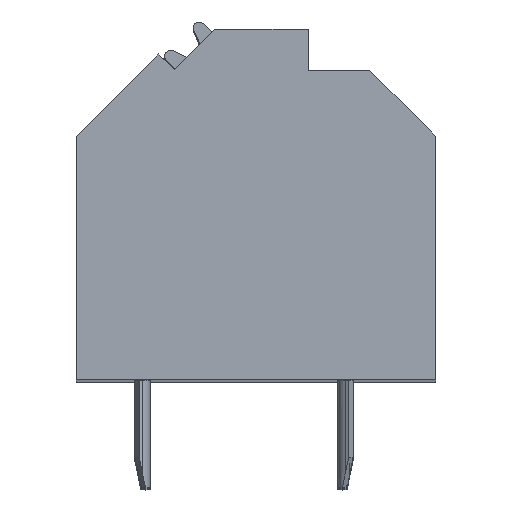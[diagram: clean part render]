
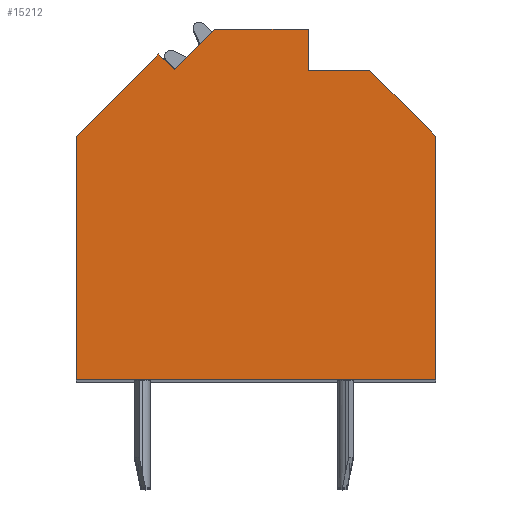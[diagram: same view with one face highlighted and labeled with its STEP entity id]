
A CAD part, top view. The second image highlights one B-rep face of the part: STEP entity #15212.
In plain terms, the highlighted planar face has unit normal (0, 0, 1).
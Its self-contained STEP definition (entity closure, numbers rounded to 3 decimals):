
#4721=DIRECTION('',(-0.707,-0.707,0.));
#4722=VECTOR('',#4721,1.897);
#4723=CARTESIAN_POINT('',(-1.39,5.718,45.315));
#4724=LINE('',#4723,#4722);
#4725=DIRECTION('',(-1.,0.,0.));
#4726=VECTOR('',#4725,3.14);
#4727=CARTESIAN_POINT('',(1.75,5.718,45.315));
#4728=LINE('',#4727,#4726);
#4729=DIRECTION('',(0.,1.,0.));
#4730=VECTOR('',#4729,1.368);
#4731=CARTESIAN_POINT('',(1.75,4.35,45.315));
#4732=LINE('',#4731,#4730);
#4733=DIRECTION('',(-1.,0.,0.));
#4734=VECTOR('',#4733,2.05);
#4735=CARTESIAN_POINT('',(3.8,4.35,45.315));
#4736=LINE('',#4735,#4734);
#4737=DIRECTION('',(-0.707,0.707,0.));
#4738=VECTOR('',#4737,3.111);
#4739=CARTESIAN_POINT('',(6.,2.15,45.315));
#4740=LINE('',#4739,#4738);
#4741=DIRECTION('',(0.,1.,0.));
#4742=VECTOR('',#4741,8.15);
#4743=CARTESIAN_POINT('',(6.,-6.,45.315));
#4744=LINE('',#4743,#4742);
#4745=DIRECTION('',(1.,0.,0.));
#4746=VECTOR('',#4745,12.);
#4747=CARTESIAN_POINT('',(-6.,-6.,45.315));
#4748=LINE('',#4747,#4746);
#4749=DIRECTION('',(0.,-1.,0.));
#4750=VECTOR('',#4749,8.14);
#4751=CARTESIAN_POINT('',(-6.,2.14,45.315));
#4752=LINE('',#4751,#4750);
#4753=DIRECTION('',(-0.707,-0.707,0.));
#4754=VECTOR('',#4753,3.892);
#4755=CARTESIAN_POINT('',(-3.248,4.892,45.315));
#4756=LINE('',#4755,#4754);
#4757=DIRECTION('',(-0.707,0.707,0.));
#4758=VECTOR('',#4757,0.73);
#4759=CARTESIAN_POINT('',(-2.732,4.376,45.315));
#4760=LINE('',#4759,#4758);
#7085=CARTESIAN_POINT('',(-1.39,5.718,45.315));
#7086=CARTESIAN_POINT('',(-2.732,4.376,45.315));
#7087=VERTEX_POINT('',#7085);
#7088=VERTEX_POINT('',#7086);
#7089=CARTESIAN_POINT('',(-3.248,4.892,45.315));
#7090=VERTEX_POINT('',#7089);
#7091=CARTESIAN_POINT('',(-6.,2.14,45.315));
#7092=VERTEX_POINT('',#7091);
#7093=CARTESIAN_POINT('',(-6.,-6.,45.315));
#7094=VERTEX_POINT('',#7093);
#7095=CARTESIAN_POINT('',(6.,-6.,45.315));
#7096=VERTEX_POINT('',#7095);
#7097=CARTESIAN_POINT('',(6.,2.15,45.315));
#7098=VERTEX_POINT('',#7097);
#7099=CARTESIAN_POINT('',(3.8,4.35,45.315));
#7100=VERTEX_POINT('',#7099);
#7101=CARTESIAN_POINT('',(1.75,4.35,45.315));
#7102=VERTEX_POINT('',#7101);
#7103=CARTESIAN_POINT('',(1.75,5.718,45.315));
#7104=VERTEX_POINT('',#7103);
#15195=CARTESIAN_POINT('',(0.,0.,45.315));
#15196=DIRECTION('',(0.,0.,1.));
#15197=DIRECTION('',(1.,0.,0.));
#15198=AXIS2_PLACEMENT_3D('',#15195,#15196,#15197);
#15199=PLANE('',#15198);
#15200=ORIENTED_EDGE('',*,*,#9602,.F.);
#15201=ORIENTED_EDGE('',*,*,#12004,.F.);
#15202=ORIENTED_EDGE('',*,*,#12018,.F.);
#15203=ORIENTED_EDGE('',*,*,#12032,.F.);
#15204=ORIENTED_EDGE('',*,*,#12046,.F.);
#15205=ORIENTED_EDGE('',*,*,#12060,.F.);
#15206=ORIENTED_EDGE('',*,*,#12074,.F.);
#15207=ORIENTED_EDGE('',*,*,#12523,.F.);
#15208=ORIENTED_EDGE('',*,*,#12937,.F.);
#15209=ORIENTED_EDGE('',*,*,#9324,.F.);
#15210=EDGE_LOOP('',(#15200,#15201,#15202,#15203,#15204,#15205,#15206,#15207,
#15208,#15209));
#15211=FACE_OUTER_BOUND('',#15210,.F.);
#9324=EDGE_CURVE('',#7088,#7090,#4760,.T.);
#9602=EDGE_CURVE('',#7087,#7088,#4724,.T.);
#12004=EDGE_CURVE('',#7104,#7087,#4728,.T.);
#12018=EDGE_CURVE('',#7102,#7104,#4732,.T.);
#12032=EDGE_CURVE('',#7100,#7102,#4736,.T.);
#12046=EDGE_CURVE('',#7098,#7100,#4740,.T.);
#12060=EDGE_CURVE('',#7096,#7098,#4744,.T.);
#12074=EDGE_CURVE('',#7094,#7096,#4748,.T.);
#12523=EDGE_CURVE('',#7092,#7094,#4752,.T.);
#12937=EDGE_CURVE('',#7090,#7092,#4756,.T.);
#15212=ADVANCED_FACE('',(#15211),#15199,.T.);
